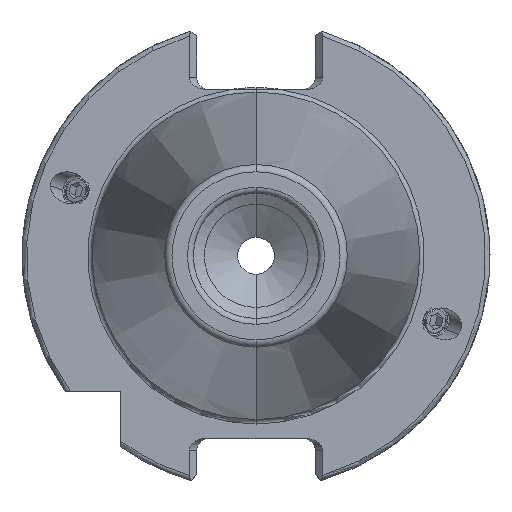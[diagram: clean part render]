
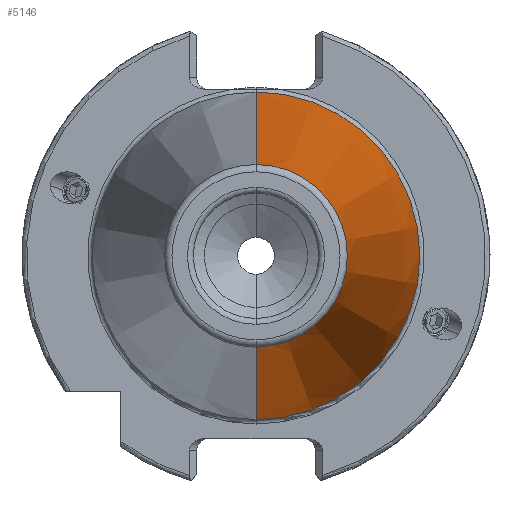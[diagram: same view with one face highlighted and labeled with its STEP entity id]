
A CAD part, left-side view. The second image highlights one B-rep face of the part: STEP entity #5146.
In plain terms, the highlighted conical face has half-angle 8.297 degrees and reference radius 22.225 mm.
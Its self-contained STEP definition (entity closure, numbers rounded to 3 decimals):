
#233 = CARTESIAN_POINT ( 'NONE',  ( 0., 0., 0. ) ) ;
#431 = CIRCLE ( 'NONE', #7327, 22.225 ) ;
#518 = ORIENTED_EDGE ( 'NONE', *, *, #5379, .T. ) ;
#748 = LINE ( 'NONE', #3045, #6511 ) ;
#868 = CARTESIAN_POINT ( 'NONE',  ( -67.394, 0., 12.397 ) ) ;
#1049 = AXIS2_PLACEMENT_3D ( 'NONE', #1462, #3734, #6151 ) ;
#1241 = FACE_OUTER_BOUND ( 'NONE', #5215, .T. ) ;
#1338 = CARTESIAN_POINT ( 'NONE',  ( 0., 0., 22.225 ) ) ;
#1462 = CARTESIAN_POINT ( 'NONE',  ( -67.394, 0., 0. ) ) ;
#1484 = CARTESIAN_POINT ( 'NONE',  ( 0., 0., 22.225 ) ) ;
#1620 = VERTEX_POINT ( 'NONE', #1338 ) ;
#2071 = VERTEX_POINT ( 'NONE', #7383 ) ;
#2107 = DIRECTION ( 'NONE',  ( 0.99, 0., 0.144 ) ) ;
#3045 = CARTESIAN_POINT ( 'NONE',  ( 0., 0., -22.225 ) ) ;
#3108 = VECTOR ( 'NONE', #2107, 1000. ) ;
#3147 = EDGE_CURVE ( 'NONE', #2071, #1620, #431, .T. ) ;
#3270 = CARTESIAN_POINT ( 'NONE',  ( 0., 0., 0. ) ) ;
#3345 = DIRECTION ( 'NONE',  ( 0., 0., 1. ) ) ;
#3597 = VERTEX_POINT ( 'NONE', #4482 ) ;
#3734 = DIRECTION ( 'NONE',  ( -1., 0., 0. ) ) ;
#3867 = EDGE_CURVE ( 'NONE', #7022, #1620, #4357, .T. ) ;
#3919 = DIRECTION ( 'NONE',  ( -1., 0., 0. ) ) ;
#4019 = ORIENTED_EDGE ( 'NONE', *, *, #3147, .T. ) ;
#4051 = EDGE_CURVE ( 'NONE', #3597, #7022, #6258, .T. ) ;
#4111 = DIRECTION ( 'NONE',  ( 0., 0., -1. ) ) ;
#4197 = ORIENTED_EDGE ( 'NONE', *, *, #3867, .F. ) ;
#4265 = ORIENTED_EDGE ( 'NONE', *, *, #4051, .F. ) ;
#4357 = LINE ( 'NONE', #1484, #3108 ) ;
#4482 = CARTESIAN_POINT ( 'NONE',  ( -67.394, 0., -12.397 ) ) ;
#5146 = ADVANCED_FACE ( 'NONE', ( #1241 ), #5539, .T. ) ;
#5158 = AXIS2_PLACEMENT_3D ( 'NONE', #233, #6973, #4111 ) ;
#5215 = EDGE_LOOP ( 'NONE', ( #4197, #4265, #518, #4019 ) ) ;
#5361 = DIRECTION ( 'NONE',  ( 0.99, 0., -0.144 ) ) ;
#5379 = EDGE_CURVE ( 'NONE', #3597, #2071, #748, .T. ) ;
#5539 = CONICAL_SURFACE ( 'NONE', #5158, 22.225, 0.145 ) ;
#6151 = DIRECTION ( 'NONE',  ( 0., 0., 1. ) ) ;
#6258 = CIRCLE ( 'NONE', #1049, 12.397 ) ;
#6511 = VECTOR ( 'NONE', #5361, 1000. ) ;
#6973 = DIRECTION ( 'NONE',  ( 1., 0., 0. ) ) ;
#7022 = VERTEX_POINT ( 'NONE', #868 ) ;
#7327 = AXIS2_PLACEMENT_3D ( 'NONE', #3270, #3919, #3345 ) ;
#7383 = CARTESIAN_POINT ( 'NONE',  ( 0., 0., -22.225 ) ) ;
